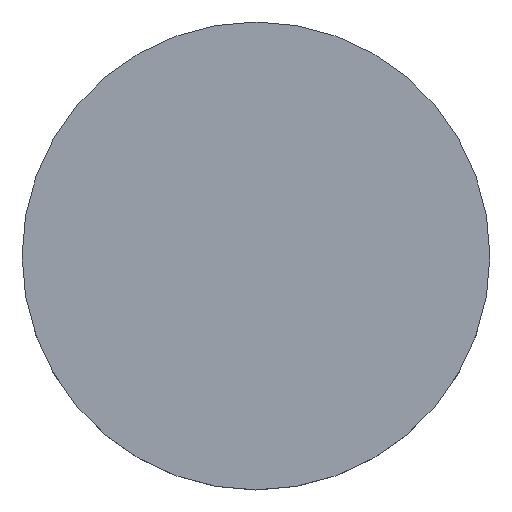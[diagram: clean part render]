
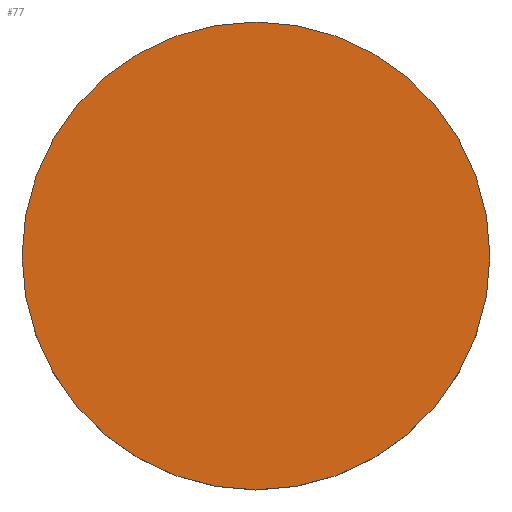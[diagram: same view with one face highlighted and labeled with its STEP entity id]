
A CAD part, top view. The second image highlights one B-rep face of the part: STEP entity #77.
In plain terms, the highlighted planar face has unit normal (0, 0, 1).
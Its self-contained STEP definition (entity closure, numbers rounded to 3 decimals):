
#2 = VERTEX_POINT ( 'NONE', #156 ) ;
#18 = DIRECTION ( 'NONE',  ( 1., 0., 0. ) ) ;
#30 = AXIS2_PLACEMENT_3D ( 'NONE', #80, #31, #97 ) ;
#31 = DIRECTION ( 'NONE',  ( 0., 0., -1. ) ) ;
#61 = CIRCLE ( 'NONE', #30, 12.7 ) ;
#77 = ADVANCED_FACE ( 'NONE', ( #139 ), #133, .T. ) ;
#79 = DIRECTION ( 'NONE',  ( 0., 0., 1. ) ) ;
#80 = CARTESIAN_POINT ( 'NONE',  ( 0., 0., 3.9 ) ) ;
#97 = DIRECTION ( 'NONE',  ( 1., 0., 0. ) ) ;
#101 = EDGE_CURVE ( 'NONE', #2, #201, #61, .T. ) ;
#124 = EDGE_LOOP ( 'NONE', ( #227, #160 ) ) ;
#125 = CARTESIAN_POINT ( 'NONE',  ( 12.7, 0., 3.9 ) ) ;
#133 = PLANE ( 'NONE',  #181 ) ;
#139 = FACE_OUTER_BOUND ( 'NONE', #124, .T. ) ;
#156 = CARTESIAN_POINT ( 'NONE',  ( -12.7, 0., 3.9 ) ) ;
#158 = DIRECTION ( 'NONE',  ( 0., 0., -1. ) ) ;
#160 = ORIENTED_EDGE ( 'NONE', *, *, #101, .F. ) ;
#181 = AXIS2_PLACEMENT_3D ( 'NONE', #231, #79, #211 ) ;
#183 = CARTESIAN_POINT ( 'NONE',  ( 0., 0., 3.9 ) ) ;
#187 = EDGE_CURVE ( 'NONE', #201, #2, #234, .T. ) ;
#201 = VERTEX_POINT ( 'NONE', #125 ) ;
#207 = AXIS2_PLACEMENT_3D ( 'NONE', #183, #158, #18 ) ;
#211 = DIRECTION ( 'NONE',  ( 1., 0., 0. ) ) ;
#227 = ORIENTED_EDGE ( 'NONE', *, *, #187, .F. ) ;
#231 = CARTESIAN_POINT ( 'NONE',  ( 0., 26.112, 3.9 ) ) ;
#234 = CIRCLE ( 'NONE', #207, 12.7 ) ;
